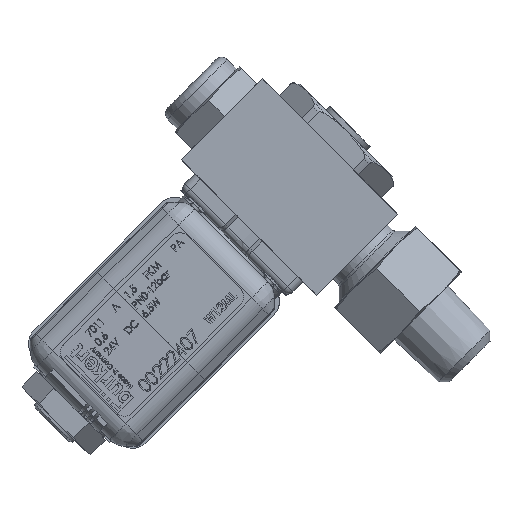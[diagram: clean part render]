
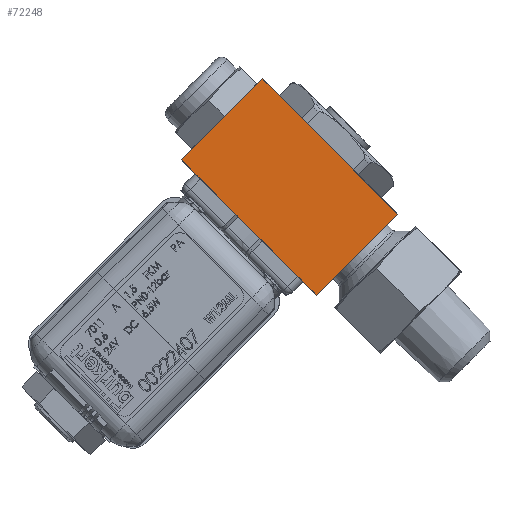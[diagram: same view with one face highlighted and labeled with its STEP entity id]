
A CAD part, front view. The second image highlights one B-rep face of the part: STEP entity #72248.
In plain terms, the highlighted face is planar.
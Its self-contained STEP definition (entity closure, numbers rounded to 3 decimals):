
#4605=PLANE('',#77363);
#9166=FACE_OUTER_BOUND('',#13493,.T.);
#13493=EDGE_LOOP('',(#60977,#60978,#60979,#60980));
#19129=LINE('',#149310,#26099);
#19132=LINE('',#149325,#26102);
#19137=LINE('',#149335,#26107);
#19138=LINE('',#149337,#26108);
#26099=VECTOR('',#89602,1000.);
#26102=VECTOR('',#89617,1000.);
#26107=VECTOR('',#89626,1000.);
#26108=VECTOR('',#89629,1000.);
#34945=VERTEX_POINT('',#149307);
#34946=VERTEX_POINT('',#149309);
#34952=VERTEX_POINT('',#149324);
#34955=VERTEX_POINT('',#149333);
#44080=EDGE_CURVE('',#34946,#34945,#19129,.T.);
#44088=EDGE_CURVE('',#34952,#34946,#19132,.T.);
#44094=EDGE_CURVE('',#34955,#34945,#19137,.T.);
#44095=EDGE_CURVE('',#34952,#34955,#19138,.T.);
#60977=ORIENTED_EDGE('',*,*,#44080,.T.);
#60978=ORIENTED_EDGE('',*,*,#44094,.F.);
#60979=ORIENTED_EDGE('',*,*,#44095,.F.);
#60980=ORIENTED_EDGE('',*,*,#44088,.T.);
#72248=ADVANCED_FACE('',(#9166),#4605,.F.);
#77363=AXIS2_PLACEMENT_3D('',#149336,#89627,#89628);
#89602=DIRECTION('',(-1.,0.,0.));
#89617=DIRECTION('',(0.,-1.,0.));
#89626=DIRECTION('',(0.,-1.,0.));
#89627=DIRECTION('center_axis',(0.,0.,1.));
#89628=DIRECTION('ref_axis',(1.,0.,0.));
#89629=DIRECTION('',(-1.,0.,0.));
#149307=CARTESIAN_POINT('',(-12.5,-15.,-10.));
#149309=CARTESIAN_POINT('',(12.5,-15.,-10.));
#149310=CARTESIAN_POINT('',(-12.5,-15.,-10.));
#149324=CARTESIAN_POINT('',(12.5,0.,-10.));
#149325=CARTESIAN_POINT('',(12.5,0.,-10.));
#149333=CARTESIAN_POINT('',(-12.5,0.,-10.));
#149335=CARTESIAN_POINT('',(-12.5,0.,-10.));
#149336=CARTESIAN_POINT('Origin',(-12.5,0.,-10.));
#149337=CARTESIAN_POINT('',(-12.5,0.,-10.));
